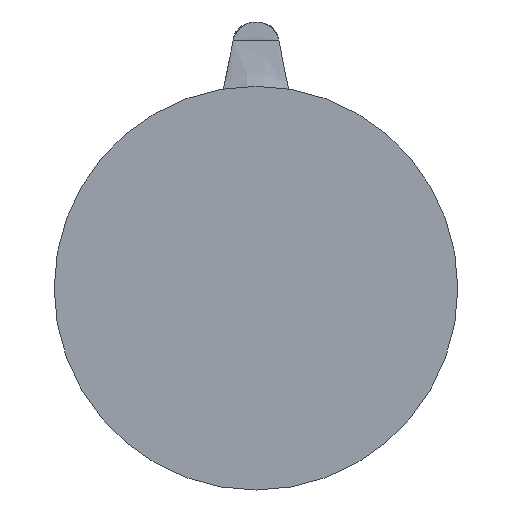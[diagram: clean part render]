
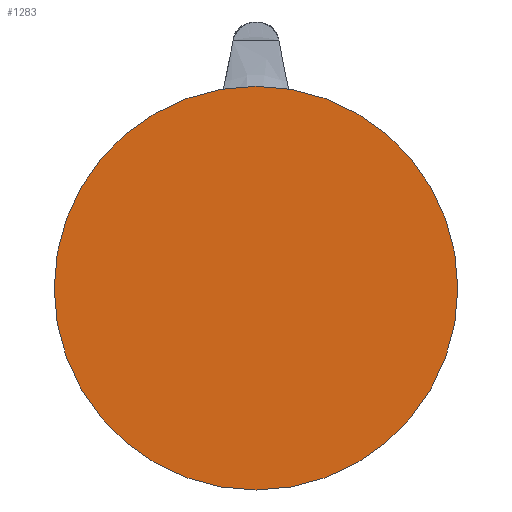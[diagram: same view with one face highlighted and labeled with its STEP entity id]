
A CAD part, front view. The second image highlights one B-rep face of the part: STEP entity #1283.
In plain terms, the highlighted planar face has unit normal (0, -1, 0).
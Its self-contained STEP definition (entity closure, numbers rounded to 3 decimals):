
#236=CARTESIAN_POINT('',(0.,46.,-0.25));
#237=DIRECTION('',(0.,1.,0.));
#238=DIRECTION('',(1.,0.,0.));
#239=AXIS2_PLACEMENT_3D('',#236,#237,#238);
#241=CARTESIAN_POINT('',(0.,46.,-0.25));
#242=DIRECTION('',(0.,1.,0.));
#243=DIRECTION('',(-1.,0.,0.));
#244=AXIS2_PLACEMENT_3D('',#241,#242,#243);
#811=CARTESIAN_POINT('',(86.5,46.,-0.25));
#812=CARTESIAN_POINT('',(-86.5,46.,-0.25));
#813=VERTEX_POINT('',#811);
#814=VERTEX_POINT('',#812);
#1273=CARTESIAN_POINT('',(103.8,46.,-65.124));
#1274=DIRECTION('',(0.,1.,0.));
#1275=DIRECTION('',(0.,0.,1.));
#1276=AXIS2_PLACEMENT_3D('',#1273,#1274,#1275);
#1277=PLANE('',#1276);
#1278=ORIENTED_EDGE('',*,*,#1251,.T.);
#1280=ORIENTED_EDGE('',*,*,#1279,.T.);
#1281=EDGE_LOOP('',(#1278,#1280));
#1282=FACE_OUTER_BOUND('',#1281,.F.);
#1283=ADVANCED_FACE('',(#1282),#1277,.F.);
#240=CIRCLE('',#239,86.5);
#245=CIRCLE('',#244,86.5);
#1251=EDGE_CURVE('',#813,#814,#240,.T.);
#1279=EDGE_CURVE('',#814,#813,#245,.T.);
